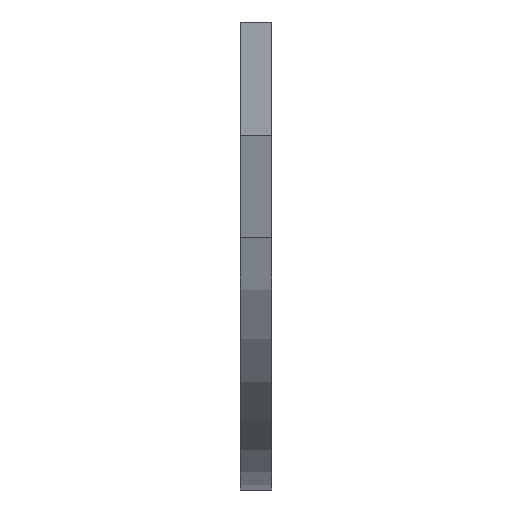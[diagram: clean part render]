
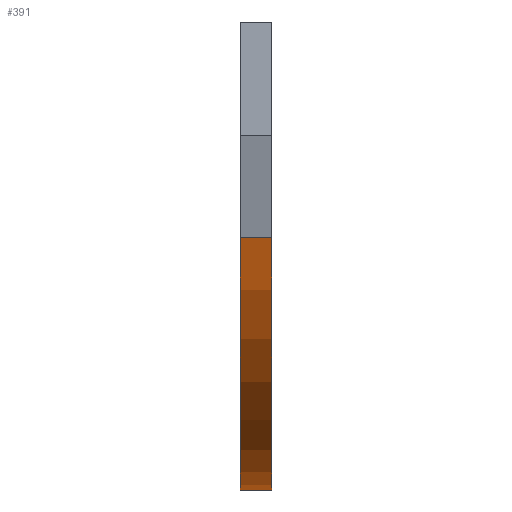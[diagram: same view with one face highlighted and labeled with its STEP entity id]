
A CAD part, left-side view. The second image highlights one B-rep face of the part: STEP entity #391.
In plain terms, the highlighted cylindrical face has radius 32.5 mm (diameter 65 mm), a partial arc.
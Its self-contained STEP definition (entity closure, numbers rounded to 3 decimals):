
#47 = VECTOR ( 'NONE', #165, 1000. ) ;
#59 = LINE ( 'NONE', #170, #47 ) ;
#75 = CARTESIAN_POINT ( 'NONE',  ( 0., 3., -32.5 ) ) ;
#109 = DIRECTION ( 'NONE',  ( 0., -1., 0. ) ) ;
#148 = CARTESIAN_POINT ( 'NONE',  ( 0., 0., -32.5 ) ) ;
#164 = ORIENTED_EDGE ( 'NONE', *, *, #444, .F. ) ;
#165 = DIRECTION ( 'NONE',  ( 0., -1., 0. ) ) ;
#170 = CARTESIAN_POINT ( 'NONE',  ( 0., 3., -32.5 ) ) ;
#181 = EDGE_CURVE ( 'NONE', #531, #495, #59, .T. ) ;
#221 = ORIENTED_EDGE ( 'NONE', *, *, #181, .T. ) ;
#228 = ORIENTED_EDGE ( 'NONE', *, *, #776, .T. ) ;
#248 = CIRCLE ( 'NONE', #820, 32.5 ) ;
#252 = DIRECTION ( 'NONE',  ( 0., 0., -1. ) ) ;
#281 = DIRECTION ( 'NONE',  ( 0., 1., 0. ) ) ;
#286 = CARTESIAN_POINT ( 'NONE',  ( 0., 3., 0. ) ) ;
#288 = ORIENTED_EDGE ( 'NONE', *, *, #342, .F. ) ;
#325 = VERTEX_POINT ( 'NONE', #525 ) ;
#342 = EDGE_CURVE ( 'NONE', #379, #325, #732, .T. ) ;
#379 = VERTEX_POINT ( 'NONE', #642 ) ;
#391 = ADVANCED_FACE ( 'NONE', ( #546 ), #538, .T. ) ;
#433 = AXIS2_PLACEMENT_3D ( 'NONE', #286, #281, #252 ) ;
#444 = EDGE_CURVE ( 'NONE', #531, #379, #469, .T. ) ;
#469 = CIRCLE ( 'NONE', #433, 32.5 ) ;
#483 = EDGE_LOOP ( 'NONE', ( #164, #221, #228, #288 ) ) ;
#495 = VERTEX_POINT ( 'NONE', #148 ) ;
#525 = CARTESIAN_POINT ( 'NONE',  ( -31.367, 0., -8.508 ) ) ;
#531 = VERTEX_POINT ( 'NONE', #75 ) ;
#538 = CYLINDRICAL_SURFACE ( 'NONE', #612, 32.5 ) ;
#546 = FACE_OUTER_BOUND ( 'NONE', #483, .T. ) ;
#565 = DIRECTION ( 'NONE',  ( 0., -1., 0. ) ) ;
#585 = DIRECTION ( 'NONE',  ( 0., 0., -1. ) ) ;
#605 = CARTESIAN_POINT ( 'NONE',  ( 0., 3., 0. ) ) ;
#612 = AXIS2_PLACEMENT_3D ( 'NONE', #605, #565, #585 ) ;
#642 = CARTESIAN_POINT ( 'NONE',  ( -31.367, 3., -8.508 ) ) ;
#700 = VECTOR ( 'NONE', #109, 1000. ) ;
#721 = CARTESIAN_POINT ( 'NONE',  ( -31.367, 3., -8.508 ) ) ;
#728 = DIRECTION ( 'NONE',  ( 0., 0., -1. ) ) ;
#732 = LINE ( 'NONE', #721, #700 ) ;
#736 = DIRECTION ( 'NONE',  ( 0., 1., 0. ) ) ;
#738 = CARTESIAN_POINT ( 'NONE',  ( 0., 0., 0. ) ) ;
#776 = EDGE_CURVE ( 'NONE', #495, #325, #248, .T. ) ;
#820 = AXIS2_PLACEMENT_3D ( 'NONE', #738, #736, #728 ) ;
